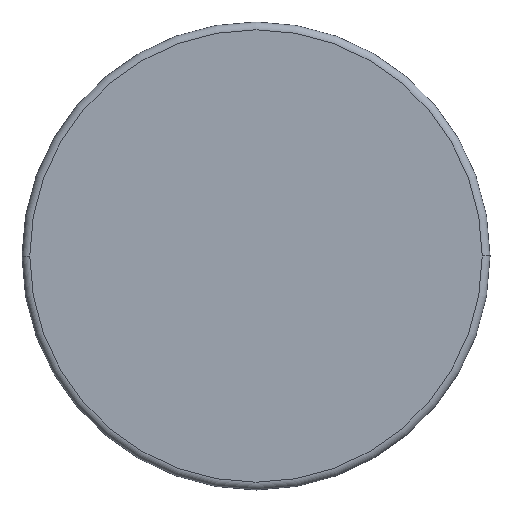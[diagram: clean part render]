
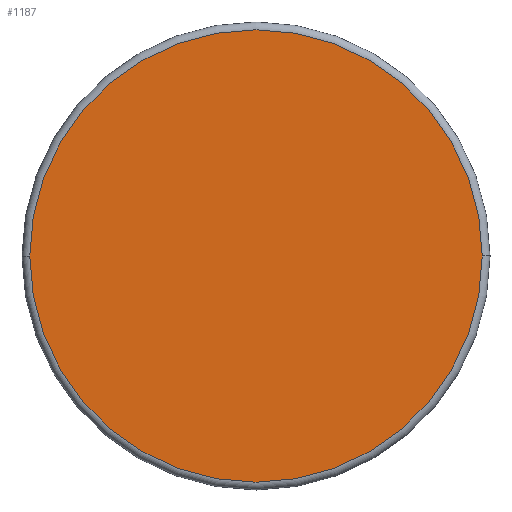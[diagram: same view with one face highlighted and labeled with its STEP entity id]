
A CAD part, front view. The second image highlights one B-rep face of the part: STEP entity #1187.
In plain terms, the highlighted planar face has unit normal (0, -1, 0).
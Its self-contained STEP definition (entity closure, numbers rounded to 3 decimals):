
#1187 = ADVANCED_FACE ( 'NONE', ( #19231 ), #12720, .F. ) ;
#1967 = AXIS2_PLACEMENT_3D ( 'NONE', #14632, #14507, #11345 ) ;
#4033 = AXIS2_PLACEMENT_3D ( 'NONE', #19047, #25614, #12996 ) ;
#4835 = CARTESIAN_POINT ( 'NONE',  ( -43.5, 0., 0. ) ) ;
#8082 = CIRCLE ( 'NONE', #14044, 43.5 ) ;
#8195 = CARTESIAN_POINT ( 'NONE',  ( 0., 0., 0. ) ) ;
#11345 = DIRECTION ( 'NONE',  ( -1., 0., 0. ) ) ;
#11859 = EDGE_CURVE ( 'NONE', #40381, #37635, #40913, .T. ) ;
#12720 = PLANE ( 'NONE',  #4033 ) ;
#12996 = DIRECTION ( 'NONE',  ( 0., 0., 1. ) ) ;
#14044 = AXIS2_PLACEMENT_3D ( 'NONE', #8195, #30297, #17693 ) ;
#14507 = DIRECTION ( 'NONE',  ( 0., 1., 0. ) ) ;
#14632 = CARTESIAN_POINT ( 'NONE',  ( 0., 0., 0. ) ) ;
#17138 = ORIENTED_EDGE ( 'NONE', *, *, #11859, .F. ) ;
#17693 = DIRECTION ( 'NONE',  ( -1., 0., 0. ) ) ;
#18702 = ORIENTED_EDGE ( 'NONE', *, *, #36409, .F. ) ;
#19047 = CARTESIAN_POINT ( 'NONE',  ( 0., 0., 0. ) ) ;
#19231 = FACE_OUTER_BOUND ( 'NONE', #33044, .T. ) ;
#25614 = DIRECTION ( 'NONE',  ( 0., 1., 0. ) ) ;
#30013 = CARTESIAN_POINT ( 'NONE',  ( 43.5, 0., 0. ) ) ;
#30297 = DIRECTION ( 'NONE',  ( 0., 1., 0. ) ) ;
#33044 = EDGE_LOOP ( 'NONE', ( #17138, #18702 ) ) ;
#36409 = EDGE_CURVE ( 'NONE', #37635, #40381, #8082, .T. ) ;
#37635 = VERTEX_POINT ( 'NONE', #30013 ) ;
#40381 = VERTEX_POINT ( 'NONE', #4835 ) ;
#40913 = CIRCLE ( 'NONE', #1967, 43.5 ) ;
